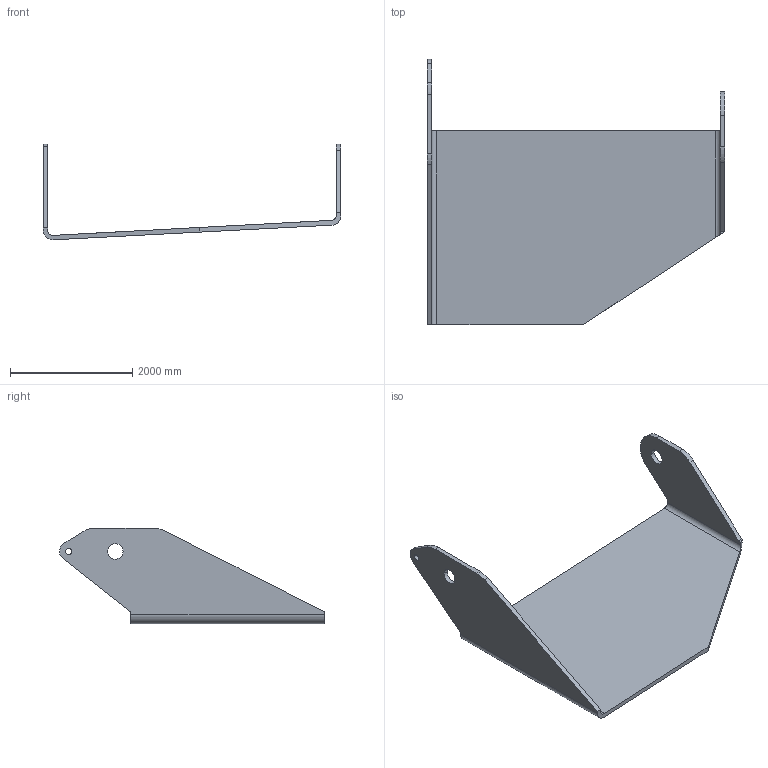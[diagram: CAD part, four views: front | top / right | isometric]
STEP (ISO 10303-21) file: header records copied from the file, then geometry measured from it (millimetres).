
FILE_DESCRIPTION(('STEP AP214'),'1');
FILE_NAME('Flap-R08.step','2025-01-22T14:10:54',(' '),(' '),'Spatial InterOp 3D',' ',' ');
FILE_SCHEMA(('AUTOMOTIVE_DESIGN { 1 0 10303 214 1 1 1 1 }'));
Length unit declared in the file: millimetre
Products named in the file (1): 1
Bounding box: 4876.8 x 4343.4 x 1566.75 mm (x, y, z)
Volume: 1453626828.3 mm3; surface area: 40016809.1 mm2
Topology: 1 solids, 1 shells, 34 faces, 95 edges, 63 vertices
Faces by surface type: cylinder 17, plane 17
Entity records: 1405 total; most frequent: DIRECTION 199, CARTESIAN_POINT 193, ORIENTED_EDGE 190, EDGE_CURVE 95, AXIS2_PLACEMENT_3D 69, VERTEX_POINT 63, LINE 61, VECTOR 61
